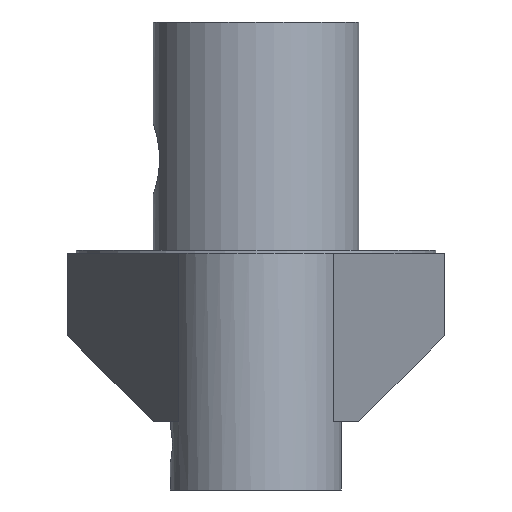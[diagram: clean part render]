
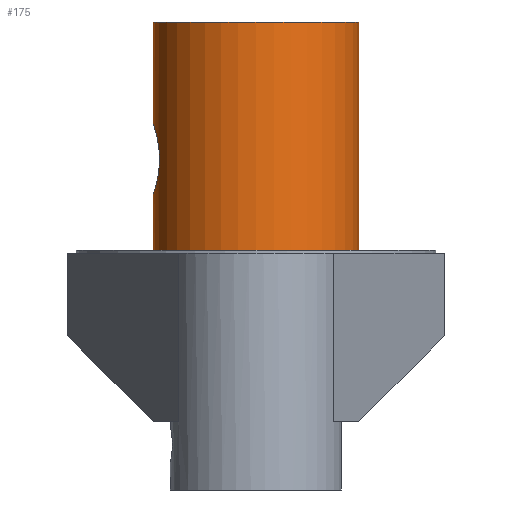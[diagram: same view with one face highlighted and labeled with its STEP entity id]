
A CAD part, left-side view. The second image highlights one B-rep face of the part: STEP entity #175.
In plain terms, the highlighted cylindrical face has radius 18 mm (diameter 36 mm), a full revolution.
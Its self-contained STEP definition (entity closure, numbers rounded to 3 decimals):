
#114=EDGE_CURVE('240[2]',#321,#322,#323,.T.);
#142=EDGE_CURVE('240[2]',#366,#366,#367,.T.);
#153=EDGE_CURVE('240[2]',#322,#321,#385,.T.);
#175=ADVANCED_FACE('240[2]',(#415,#416,#417),#418,.T.);
#212=EDGE_CURVE('240[2]',#469,#469,#470,.T.);
#321=VERTEX_POINT('',#602);
#322=VERTEX_POINT('',#603);
#323=B_SPLINE_CURVE_WITH_KNOTS('',3,(#604,#605,#606,#607,#608,#609,#610,#611,#612,#613,#614,#615,#616,#617,#618,#619,#620,#621,#622,#623,#624,#625,#626,#627,#628,#629,#630,#631,#632,#633,#634,#635,#636,#637,#638),.UNSPECIFIED.,.F.,.F.,(4,2,2,2,2,2,2,2,3,2,2,2,2,2,2,2,4),(28.045,29.214,30.382,31.55,32.719,33.887,35.056,36.225,37.394,38.563,39.732,40.901,42.069,43.238,44.406,45.574,46.742),.UNSPECIFIED.);
#366=VERTEX_POINT('',#699);
#367=CIRCLE('',#700,18.0);
#385=B_SPLINE_CURVE_WITH_KNOTS('',3,(#725,#726,#727,#728,#729,#730,#731,#732,#733,#734,#735,#736,#737,#738,#739,#740,#741,#742,#743,#744,#745,#746,#747,#748,#749,#750,#751,#752,#753,#754,#755,#756,#757,#758),.UNSPECIFIED.,.F.,.F.,(4,2,2,2,2,2,2,2,2,2,2,2,2,2,2,2,4),(9.348,10.517,11.685,12.853,14.022,15.19,16.359,17.528,18.697,19.866,21.035,22.204,23.372,24.541,25.709,26.877,28.045),.UNSPECIFIED.);
#415=FACE_BOUND('',#801,.T.);
#416=FACE_BOUND('',#802,.T.);
#417=FACE_BOUND('',#803,.T.);
#418=CYLINDRICAL_SURFACE('',#804,18.0);
#469=VERTEX_POINT('',#872);
#470=CIRCLE('',#873,18.0);
#602=CARTESIAN_POINT('',(0.,18.0,9.85));
#603=CARTESIAN_POINT('',(0.,18.0,22.15));
#604=CARTESIAN_POINT('',(0.,18.0,9.85));
#605=CARTESIAN_POINT('',(0.389,18.0,9.85));
#606=CARTESIAN_POINT('',(0.791,17.987,9.888));
#607=CARTESIAN_POINT('',(1.588,17.934,10.045));
#608=CARTESIAN_POINT('',(1.984,17.894,10.164));
#609=CARTESIAN_POINT('',(2.741,17.794,10.479));
#610=CARTESIAN_POINT('',(3.103,17.734,10.675));
#611=CARTESIAN_POINT('',(3.771,17.604,11.125));
#612=CARTESIAN_POINT('',(4.078,17.534,11.38));
#613=CARTESIAN_POINT('',(4.62,17.399,11.923));
#614=CARTESIAN_POINT('',(4.875,17.329,12.229));
#615=CARTESIAN_POINT('',(5.325,17.196,12.898));
#616=CARTESIAN_POINT('',(5.521,17.133,13.26));
#617=CARTESIAN_POINT('',(5.836,17.029,14.016));
#618=CARTESIAN_POINT('',(5.955,16.987,14.411));
#619=CARTESIAN_POINT('',(6.112,16.931,15.209));
#620=CARTESIAN_POINT('',(6.15,16.917,15.61));
#621=CARTESIAN_POINT('',(6.15,16.917,16.0));
#622=CARTESIAN_POINT('',(6.15,16.917,16.39));
#623=CARTESIAN_POINT('',(6.112,16.931,16.791));
#624=CARTESIAN_POINT('',(5.955,16.987,17.589));
#625=CARTESIAN_POINT('',(5.836,17.029,17.984));
#626=CARTESIAN_POINT('',(5.521,17.133,18.74));
#627=CARTESIAN_POINT('',(5.325,17.196,19.102));
#628=CARTESIAN_POINT('',(4.875,17.329,19.771));
#629=CARTESIAN_POINT('',(4.62,17.399,20.077));
#630=CARTESIAN_POINT('',(4.078,17.534,20.62));
#631=CARTESIAN_POINT('',(3.771,17.604,20.875));
#632=CARTESIAN_POINT('',(3.103,17.734,21.325));
#633=CARTESIAN_POINT('',(2.741,17.794,21.521));
#634=CARTESIAN_POINT('',(1.984,17.894,21.836));
#635=CARTESIAN_POINT('',(1.588,17.934,21.955));
#636=CARTESIAN_POINT('',(0.791,17.987,22.112));
#637=CARTESIAN_POINT('',(0.389,18.0,22.15));
#638=CARTESIAN_POINT('',(0.,18.0,22.15));
#699=CARTESIAN_POINT('',(18.0,0.0,40.0));
#700=AXIS2_PLACEMENT_3D('',#1317,#1318,#1319);
#725=CARTESIAN_POINT('',(0.,18.0,22.15));
#726=CARTESIAN_POINT('',(-0.389,18.0,22.15));
#727=CARTESIAN_POINT('',(-0.791,17.987,22.112));
#728=CARTESIAN_POINT('',(-1.588,17.934,21.955));
#729=CARTESIAN_POINT('',(-1.984,17.894,21.836));
#730=CARTESIAN_POINT('',(-2.741,17.794,21.521));
#731=CARTESIAN_POINT('',(-3.103,17.734,21.325));
#732=CARTESIAN_POINT('',(-3.771,17.604,20.875));
#733=CARTESIAN_POINT('',(-4.078,17.534,20.62));
#734=CARTESIAN_POINT('',(-4.62,17.399,20.077));
#735=CARTESIAN_POINT('',(-4.875,17.329,19.771));
#736=CARTESIAN_POINT('',(-5.325,17.196,19.102));
#737=CARTESIAN_POINT('',(-5.521,17.133,18.74));
#738=CARTESIAN_POINT('',(-5.836,17.029,17.984));
#739=CARTESIAN_POINT('',(-5.955,16.987,17.589));
#740=CARTESIAN_POINT('',(-6.112,16.931,16.791));
#741=CARTESIAN_POINT('',(-6.15,16.917,16.39));
#742=CARTESIAN_POINT('',(-6.15,16.917,15.61));
#743=CARTESIAN_POINT('',(-6.112,16.931,15.209));
#744=CARTESIAN_POINT('',(-5.955,16.987,14.411));
#745=CARTESIAN_POINT('',(-5.836,17.029,14.016));
#746=CARTESIAN_POINT('',(-5.521,17.133,13.26));
#747=CARTESIAN_POINT('',(-5.325,17.196,12.898));
#748=CARTESIAN_POINT('',(-4.875,17.329,12.229));
#749=CARTESIAN_POINT('',(-4.62,17.399,11.923));
#750=CARTESIAN_POINT('',(-4.078,17.534,11.38));
#751=CARTESIAN_POINT('',(-3.771,17.604,11.125));
#752=CARTESIAN_POINT('',(-3.103,17.734,10.675));
#753=CARTESIAN_POINT('',(-2.741,17.794,10.479));
#754=CARTESIAN_POINT('',(-1.984,17.894,10.164));
#755=CARTESIAN_POINT('',(-1.588,17.934,10.045));
#756=CARTESIAN_POINT('',(-0.791,17.987,9.888));
#757=CARTESIAN_POINT('',(-0.389,18.0,9.85));
#758=CARTESIAN_POINT('',(0.,18.0,9.85));
#801=EDGE_LOOP('',(#1367,#1368));
#802=EDGE_LOOP('',(#1369));
#803=EDGE_LOOP('',(#1370));
#804=AXIS2_PLACEMENT_3D('',#1371,#1372,#1373);
#872=CARTESIAN_POINT('',(18.0,0.0,0.0));
#873=AXIS2_PLACEMENT_3D('',#1448,#1449,#1450);
#1317=CARTESIAN_POINT('',(0.0,0.0,40.0));
#1318=DIRECTION('',(0.0,0.0,-1.0));
#1319=DIRECTION('',(1.0,0.0,0.0));
#1367=ORIENTED_EDGE('',*,*,#153,.T.);
#1368=ORIENTED_EDGE('',*,*,#114,.T.);
#1369=ORIENTED_EDGE('',*,*,#142,.T.);
#1370=ORIENTED_EDGE('',*,*,#212,.F.);
#1371=CARTESIAN_POINT('',(0.0,0.0,0.0));
#1372=DIRECTION('',(0.0,0.0,-1.0));
#1373=DIRECTION('',(1.0,0.0,0.0));
#1448=CARTESIAN_POINT('',(0.0,0.0,0.0));
#1449=DIRECTION('',(0.0,0.0,-1.0));
#1450=DIRECTION('',(1.0,0.0,0.0));
